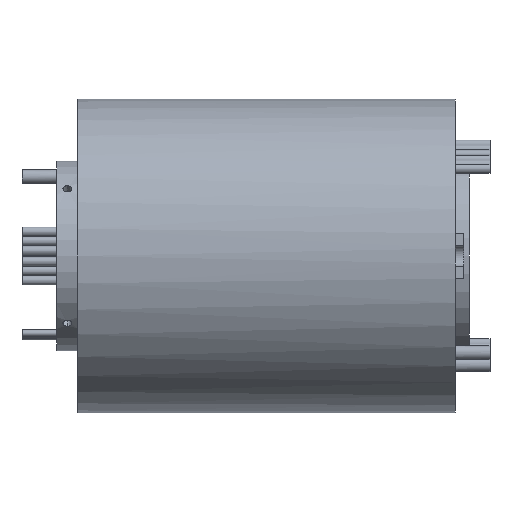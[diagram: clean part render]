
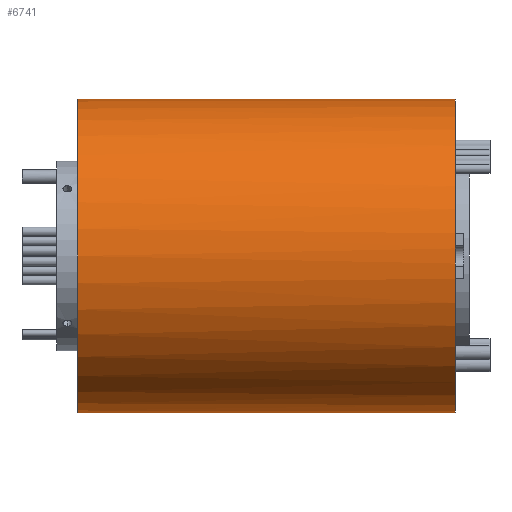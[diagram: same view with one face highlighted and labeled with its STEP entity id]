
A CAD part, front view. The second image highlights one B-rep face of the part: STEP entity #6741.
In plain terms, the highlighted cylindrical face has radius 90 mm (diameter 180 mm), a partial arc.
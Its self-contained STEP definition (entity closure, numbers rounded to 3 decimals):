
#112 = AXIS2_PLACEMENT_3D ( 'NONE', #4049, #2836, #444 ) ;
#259 = CIRCLE ( 'NONE', #758, 90. ) ;
#270 = CARTESIAN_POINT ( 'NONE',  ( 228.5, 0., 0. ) ) ;
#444 = DIRECTION ( 'NONE',  ( 0., 0., 1. ) ) ;
#447 = CARTESIAN_POINT ( 'NONE',  ( 12., 0., -90. ) ) ;
#528 = CARTESIAN_POINT ( 'NONE',  ( 228.5, 0., 0. ) ) ;
#607 = VECTOR ( 'NONE', #3855, 1000. ) ;
#656 = DIRECTION ( 'NONE',  ( -1., 0., 0. ) ) ;
#758 = AXIS2_PLACEMENT_3D ( 'NONE', #4255, #656, #4859 ) ;
#867 = DIRECTION ( 'NONE',  ( 0., 0., 1. ) ) ;
#1061 = EDGE_LOOP ( 'NONE', ( #5003, #7161, #2972, #5193, #2131, #1662 ) ) ;
#1125 = DIRECTION ( 'NONE',  ( 0., 0., -1. ) ) ;
#1434 = VERTEX_POINT ( 'NONE', #447 ) ;
#1505 = CARTESIAN_POINT ( 'NONE',  ( 228.5, 0., 90. ) ) ;
#1662 = ORIENTED_EDGE ( 'NONE', *, *, #2837, .F. ) ;
#1869 = AXIS2_PLACEMENT_3D ( 'NONE', #270, #4482, #867 ) ;
#2031 = FACE_OUTER_BOUND ( 'NONE', #1061, .T. ) ;
#2057 = CARTESIAN_POINT ( 'NONE',  ( 0., 0., 90. ) ) ;
#2131 = ORIENTED_EDGE ( 'NONE', *, *, #7194, .T. ) ;
#2257 = DIRECTION ( 'NONE',  ( -1., 0., 0. ) ) ;
#2300 = VERTEX_POINT ( 'NONE', #7334 ) ;
#2444 = EDGE_CURVE ( 'NONE', #4800, #3087, #5715, .T. ) ;
#2472 = EDGE_CURVE ( 'NONE', #2300, #4513, #7092, .T. ) ;
#2667 = AXIS2_PLACEMENT_3D ( 'NONE', #3291, #7461, #3901 ) ;
#2836 = DIRECTION ( 'NONE',  ( -1., 0., 0. ) ) ;
#2837 = EDGE_CURVE ( 'NONE', #1434, #6685, #259, .T. ) ;
#2972 = ORIENTED_EDGE ( 'NONE', *, *, #6357, .T. ) ;
#3087 = VERTEX_POINT ( 'NONE', #1505 ) ;
#3217 = AXIS2_PLACEMENT_3D ( 'NONE', #528, #4741, #1125 ) ;
#3219 = CARTESIAN_POINT ( 'NONE',  ( 228.5, -89.056, -13. ) ) ;
#3291 = CARTESIAN_POINT ( 'NONE',  ( 228.5, 0., 0. ) ) ;
#3434 = CYLINDRICAL_SURFACE ( 'NONE', #112, 90. ) ;
#3586 = CARTESIAN_POINT ( 'NONE',  ( 228.5, -89.056, 13. ) ) ;
#3620 = LINE ( 'NONE', #5850, #6613 ) ;
#3855 = DIRECTION ( 'NONE',  ( -1., 0., 0. ) ) ;
#3901 = DIRECTION ( 'NONE',  ( 0., 0., 1. ) ) ;
#4049 = CARTESIAN_POINT ( 'NONE',  ( 0., 0., 0. ) ) ;
#4255 = CARTESIAN_POINT ( 'NONE',  ( 12., 0., 0. ) ) ;
#4482 = DIRECTION ( 'NONE',  ( -1., 0., 0. ) ) ;
#4513 = VERTEX_POINT ( 'NONE', #3219 ) ;
#4741 = DIRECTION ( 'NONE',  ( -1., 0., 0. ) ) ;
#4800 = VERTEX_POINT ( 'NONE', #3586 ) ;
#4859 = DIRECTION ( 'NONE',  ( 0., 0., 1. ) ) ;
#5003 = ORIENTED_EDGE ( 'NONE', *, *, #6743, .F. ) ;
#5193 = ORIENTED_EDGE ( 'NONE', *, *, #2444, .T. ) ;
#5616 = CARTESIAN_POINT ( 'NONE',  ( 12., 0., 90. ) ) ;
#5715 = CIRCLE ( 'NONE', #1869, 90. ) ;
#5850 = CARTESIAN_POINT ( 'NONE',  ( 0., 0., -90. ) ) ;
#6357 = EDGE_CURVE ( 'NONE', #4513, #4800, #7458, .T. ) ;
#6604 = LINE ( 'NONE', #2057, #607 ) ;
#6613 = VECTOR ( 'NONE', #2257, 1000. ) ;
#6685 = VERTEX_POINT ( 'NONE', #5616 ) ;
#6741 = ADVANCED_FACE ( 'NONE', ( #2031 ), #3434, .T. ) ;
#6743 = EDGE_CURVE ( 'NONE', #2300, #1434, #3620, .T. ) ;
#7092 = CIRCLE ( 'NONE', #2667, 90. ) ;
#7161 = ORIENTED_EDGE ( 'NONE', *, *, #2472, .T. ) ;
#7194 = EDGE_CURVE ( 'NONE', #3087, #6685, #6604, .T. ) ;
#7334 = CARTESIAN_POINT ( 'NONE',  ( 228.5, 0., -90. ) ) ;
#7458 = CIRCLE ( 'NONE', #3217, 90. ) ;
#7461 = DIRECTION ( 'NONE',  ( -1., 0., 0. ) ) ;
